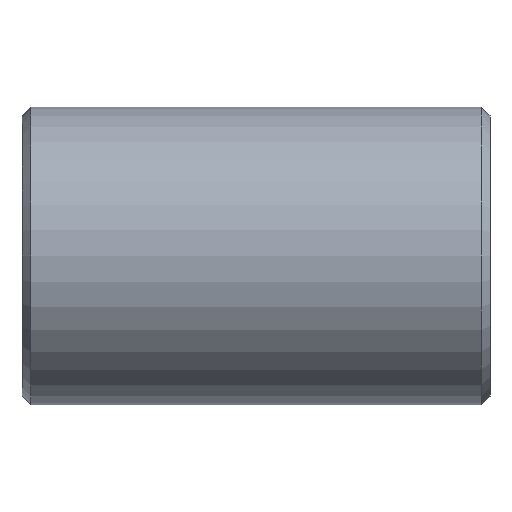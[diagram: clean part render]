
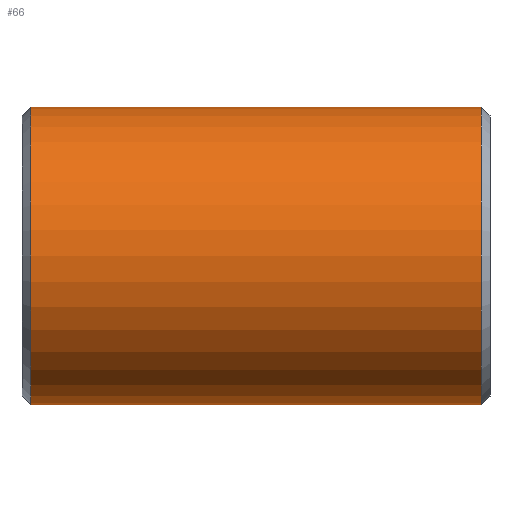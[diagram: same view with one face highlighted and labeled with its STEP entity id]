
A CAD part, front view. The second image highlights one B-rep face of the part: STEP entity #66.
In plain terms, the highlighted cylindrical face has radius 177.8 mm (diameter 355.6 mm), a partial arc.
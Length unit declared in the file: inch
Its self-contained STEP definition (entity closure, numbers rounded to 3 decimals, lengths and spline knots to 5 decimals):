
#35 = CARTESIAN_POINT ( 'NONE',  ( 10.58333, 0., 7. ) ) ;
#39 = VECTOR ( 'NONE', #120, 39.37008 ) ;
#46 = EDGE_CURVE ( 'NONE', #115, #514, #71, .T. ) ;
#49 = CARTESIAN_POINT ( 'NONE',  ( -10.58333, 0., -7. ) ) ;
#53 = CARTESIAN_POINT ( 'NONE',  ( 10.58333, 0., 0. ) ) ;
#61 = CIRCLE ( 'NONE', #169, 7. ) ;
#65 = CARTESIAN_POINT ( 'NONE',  ( -10.58333, 0., 0. ) ) ;
#66 = ADVANCED_FACE ( 'NONE', ( #257 ), #260, .T. ) ;
#70 = CARTESIAN_POINT ( 'NONE',  ( 11., 0., -7. ) ) ;
#71 = LINE ( 'NONE', #70, #39 ) ;
#74 = DIRECTION ( 'NONE',  ( -1., 0., 0. ) ) ;
#79 = ORIENTED_EDGE ( 'NONE', *, *, #252, .T. ) ;
#107 = CARTESIAN_POINT ( 'NONE',  ( 0., 0., -7. ) ) ;
#115 = VERTEX_POINT ( 'NONE', #483 ) ;
#120 = DIRECTION ( 'NONE',  ( -1., 0., 0. ) ) ;
#127 = AXIS2_PLACEMENT_3D ( 'NONE', #65, #288, #473 ) ;
#129 = DIRECTION ( 'NONE',  ( -1., 0., 0. ) ) ;
#133 = LINE ( 'NONE', #362, #157 ) ;
#149 = VERTEX_POINT ( 'NONE', #35 ) ;
#157 = VECTOR ( 'NONE', #129, 39.37008 ) ;
#169 = AXIS2_PLACEMENT_3D ( 'NONE', #53, #248, #416 ) ;
#170 = DIRECTION ( 'NONE',  ( -1., 0., 0. ) ) ;
#178 = EDGE_CURVE ( 'NONE', #514, #333, #133, .T. ) ;
#180 = VERTEX_POINT ( 'NONE', #584 ) ;
#182 = DIRECTION ( 'NONE',  ( -1., 0., 0. ) ) ;
#190 = VECTOR ( 'NONE', #182, 39.37008 ) ;
#200 = CARTESIAN_POINT ( 'NONE',  ( -10.58333, 0., 7. ) ) ;
#201 = ORIENTED_EDGE ( 'NONE', *, *, #596, .T. ) ;
#204 = AXIS2_PLACEMENT_3D ( 'NONE', #431, #170, #436 ) ;
#232 = CARTESIAN_POINT ( 'NONE',  ( 11., 0., 7. ) ) ;
#248 = DIRECTION ( 'NONE',  ( -1., 0., 0. ) ) ;
#252 = EDGE_CURVE ( 'NONE', #180, #394, #313, .T. ) ;
#257 = FACE_OUTER_BOUND ( 'NONE', #542, .T. ) ;
#260 = CYLINDRICAL_SURFACE ( 'NONE', #204, 7. ) ;
#288 = DIRECTION ( 'NONE',  ( 1., 0., 0. ) ) ;
#313 = LINE ( 'NONE', #232, #190 ) ;
#323 = ORIENTED_EDGE ( 'NONE', *, *, #411, .T. ) ;
#333 = VERTEX_POINT ( 'NONE', #49 ) ;
#335 = VECTOR ( 'NONE', #74, 39.37008 ) ;
#342 = CIRCLE ( 'NONE', #127, 7. ) ;
#362 = CARTESIAN_POINT ( 'NONE',  ( 11., 0., -7. ) ) ;
#390 = EDGE_CURVE ( 'NONE', #115, #149, #61, .T. ) ;
#394 = VERTEX_POINT ( 'NONE', #200 ) ;
#411 = EDGE_CURVE ( 'NONE', #394, #333, #342, .T. ) ;
#416 = DIRECTION ( 'NONE',  ( 0., 0., -1. ) ) ;
#431 = CARTESIAN_POINT ( 'NONE',  ( 11., 0., 0. ) ) ;
#436 = DIRECTION ( 'NONE',  ( 0., 0., 1. ) ) ;
#473 = DIRECTION ( 'NONE',  ( 0., 0., 1. ) ) ;
#483 = CARTESIAN_POINT ( 'NONE',  ( 10.58333, 0., -7. ) ) ;
#499 = ORIENTED_EDGE ( 'NONE', *, *, #46, .F. ) ;
#514 = VERTEX_POINT ( 'NONE', #107 ) ;
#534 = CARTESIAN_POINT ( 'NONE',  ( 11., 0., 7. ) ) ;
#542 = EDGE_LOOP ( 'NONE', ( #499, #551, #201, #79, #323, #595 ) ) ;
#551 = ORIENTED_EDGE ( 'NONE', *, *, #390, .T. ) ;
#582 = LINE ( 'NONE', #534, #335 ) ;
#584 = CARTESIAN_POINT ( 'NONE',  ( 0., 0., 7. ) ) ;
#595 = ORIENTED_EDGE ( 'NONE', *, *, #178, .F. ) ;
#596 = EDGE_CURVE ( 'NONE', #149, #180, #582, .T. ) ;
